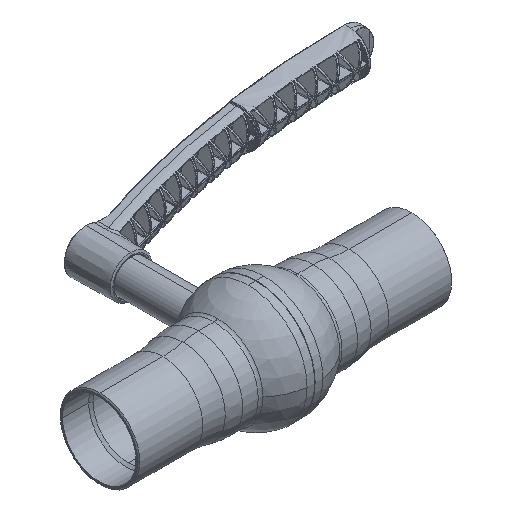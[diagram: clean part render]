
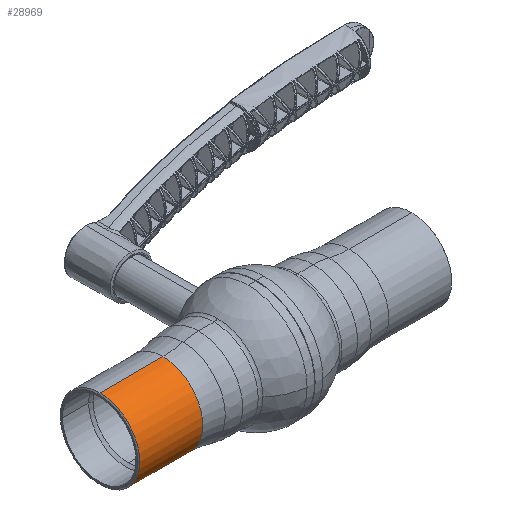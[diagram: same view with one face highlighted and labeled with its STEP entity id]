
A CAD part, isometric view. The second image highlights one B-rep face of the part: STEP entity #28969.
In plain terms, the highlighted cylindrical face has radius 38.05 mm (diameter 76.1 mm), a partial arc.
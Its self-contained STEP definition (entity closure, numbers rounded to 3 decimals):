
#350 = ORIENTED_EDGE ( 'NONE', *, *, #8915, .T. ) ;
#952 = EDGE_CURVE ( 'NONE', #52399, #6309, #2044, .T. ) ;
#979 = EDGE_LOOP ( 'NONE', ( #62780, #350, #57814, #51059, #15066 ) ) ;
#1451 = AXIS2_PLACEMENT_3D ( 'NONE', #57183, #35040, #20354 ) ;
#2044 = CIRCLE ( 'NONE', #66412, 38.05 ) ;
#2924 = VERTEX_POINT ( 'NONE', #59160 ) ;
#4646 = CARTESIAN_POINT ( 'NONE',  ( -149.249, 14.138, 38.05 ) ) ;
#6276 = VERTEX_POINT ( 'NONE', #4646 ) ;
#6309 = VERTEX_POINT ( 'NONE', #12425 ) ;
#8915 = EDGE_CURVE ( 'NONE', #6309, #6276, #55526, .T. ) ;
#9297 = DIRECTION ( 'NONE',  ( 0., 0., -1. ) ) ;
#11043 = CARTESIAN_POINT ( 'NONE',  ( -149.249, 14.138, 0. ) ) ;
#12323 = CARTESIAN_POINT ( 'NONE',  ( -149.249, 14.138, -38.05 ) ) ;
#12425 = CARTESIAN_POINT ( 'NONE',  ( -89., 14.138, 38.05 ) ) ;
#14059 = FACE_OUTER_BOUND ( 'NONE', #979, .T. ) ;
#15066 = ORIENTED_EDGE ( 'NONE', *, *, #52597, .F. ) ;
#20242 = LINE ( 'NONE', #50957, #60413 ) ;
#20354 = DIRECTION ( 'NONE',  ( 0., -1., 0. ) ) ;
#22228 = EDGE_CURVE ( 'NONE', #6276, #2924, #47202, .T. ) ;
#22855 = DIRECTION ( 'NONE',  ( -1., 0., 0. ) ) ;
#24622 = DIRECTION ( 'NONE',  ( -1., 0., 0. ) ) ;
#28004 = CARTESIAN_POINT ( 'NONE',  ( -89., 14.138, 0. ) ) ;
#28969 = ADVANCED_FACE ( 'NONE', ( #14059 ), #56002, .T. ) ;
#33070 = AXIS2_PLACEMENT_3D ( 'NONE', #55658, #24622, #9297 ) ;
#33262 = CIRCLE ( 'NONE', #49622, 38.05 ) ;
#35040 = DIRECTION ( 'NONE',  ( 1., 0., 0. ) ) ;
#40616 = VECTOR ( 'NONE', #59625, 1000. ) ;
#45295 = CARTESIAN_POINT ( 'NONE',  ( -185.507, 14.138, 38.05 ) ) ;
#47202 = CIRCLE ( 'NONE', #1451, 38.05 ) ;
#49622 = AXIS2_PLACEMENT_3D ( 'NONE', #11043, #53304, #63865 ) ;
#50957 = CARTESIAN_POINT ( 'NONE',  ( -185.507, 14.138, -38.05 ) ) ;
#51059 = ORIENTED_EDGE ( 'NONE', *, *, #56981, .T. ) ;
#52399 = VERTEX_POINT ( 'NONE', #59660 ) ;
#52597 = EDGE_CURVE ( 'NONE', #52399, #58366, #20242, .T. ) ;
#53304 = DIRECTION ( 'NONE',  ( 1., 0., 0. ) ) ;
#55526 = LINE ( 'NONE', #45295, #40616 ) ;
#55658 = CARTESIAN_POINT ( 'NONE',  ( -185.507, 14.138, 0. ) ) ;
#56002 = CYLINDRICAL_SURFACE ( 'NONE', #33070, 38.05 ) ;
#56074 = DIRECTION ( 'NONE',  ( -1., 0., 0. ) ) ;
#56981 = EDGE_CURVE ( 'NONE', #2924, #58366, #33262, .T. ) ;
#57183 = CARTESIAN_POINT ( 'NONE',  ( -149.249, 14.138, 0. ) ) ;
#57814 = ORIENTED_EDGE ( 'NONE', *, *, #22228, .T. ) ;
#58343 = DIRECTION ( 'NONE',  ( 0., 0., -1. ) ) ;
#58366 = VERTEX_POINT ( 'NONE', #12323 ) ;
#59160 = CARTESIAN_POINT ( 'NONE',  ( -149.249, -23.912, 0. ) ) ;
#59625 = DIRECTION ( 'NONE',  ( -1., 0., 0. ) ) ;
#59660 = CARTESIAN_POINT ( 'NONE',  ( -89., 14.138, -38.05 ) ) ;
#60413 = VECTOR ( 'NONE', #56074, 1000. ) ;
#62780 = ORIENTED_EDGE ( 'NONE', *, *, #952, .T. ) ;
#63865 = DIRECTION ( 'NONE',  ( 0., -1., 0. ) ) ;
#66412 = AXIS2_PLACEMENT_3D ( 'NONE', #28004, #22855, #58343 ) ;
